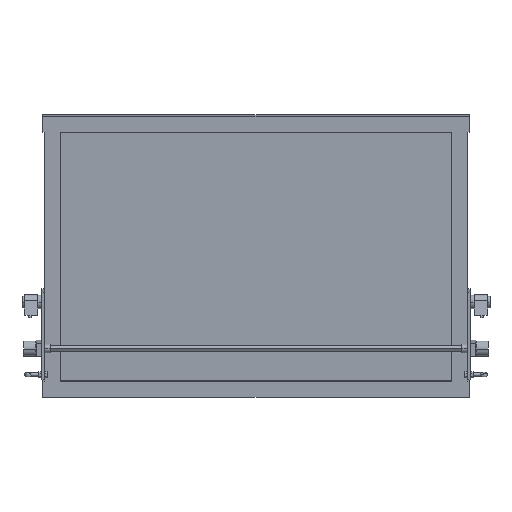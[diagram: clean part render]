
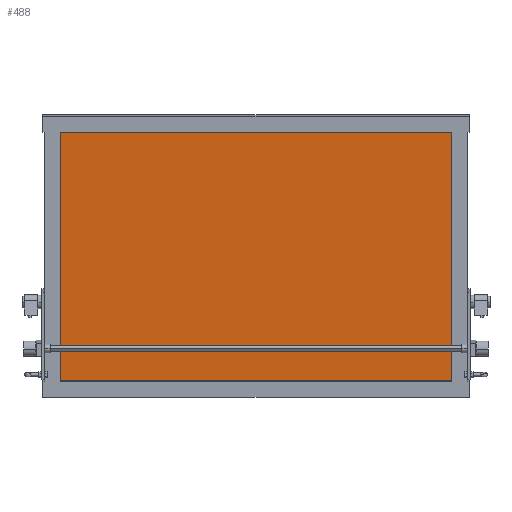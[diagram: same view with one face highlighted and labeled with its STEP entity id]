
A CAD part, front view. The second image highlights one B-rep face of the part: STEP entity #488.
In plain terms, the highlighted planar face has unit normal (0, -0.996, -0.087).
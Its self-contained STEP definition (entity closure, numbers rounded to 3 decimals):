
#488=ADVANCED_FACE('',(#995),#996,.F.);
#995=FACE_OUTER_BOUND('',#1493,.T.);
#996=PLANE('',#1494);
#1493=EDGE_LOOP('',(#2868,#2869,#2870,#2871));
#1494=AXIS2_PLACEMENT_3D('',#2872,#2873,#2874);
#2868=ORIENTED_EDGE('',*,*,#3405,.T.);
#2869=ORIENTED_EDGE('',*,*,#3354,.T.);
#2870=ORIENTED_EDGE('',*,*,#3403,.T.);
#2871=ORIENTED_EDGE('',*,*,#3379,.T.);
#2872=CARTESIAN_POINT('',(450.0,89.081,134.465));
#2873=DIRECTION('',(-0.0,0.996,0.087));
#2874=DIRECTION('',(1.0,0.0,0.0));
#3354=EDGE_CURVE('',#4111,#4116,#4118,.T.);
#3379=EDGE_CURVE('',#4150,#4155,#4157,.T.);
#3403=EDGE_CURVE('',#4116,#4150,#4187,.T.);
#3405=EDGE_CURVE('',#4155,#4111,#4189,.T.);
#4111=VERTEX_POINT('',#5131);
#4116=VERTEX_POINT('',#5138);
#4118=LINE('',#5141,#5142);
#4150=VERTEX_POINT('',#5189);
#4155=VERTEX_POINT('',#5196);
#4157=LINE('',#5199,#5200);
#4187=LINE('',#5246,#5247);
#4189=LINE('',#5249,#5250);
#5131=CARTESIAN_POINT('',(818.0,68.6,368.571));
#5138=CARTESIAN_POINT('',(82.0,68.6,368.571));
#5141=CARTESIAN_POINT('',(450.0,68.6,368.571));
#5142=VECTOR('',#5799,1.0);
#5189=CARTESIAN_POINT('',(82.0,109.563,-99.64));
#5196=CARTESIAN_POINT('',(818.0,109.563,-99.64));
#5199=CARTESIAN_POINT('',(450.0,109.563,-99.64));
#5200=VECTOR('',#5818,1.0);
#5246=CARTESIAN_POINT('',(82.0,89.081,134.465));
#5247=VECTOR('',#5835,1.0);
#5249=CARTESIAN_POINT('',(818.0,89.081,134.465));
#5250=VECTOR('',#5836,1.0);
#5799=DIRECTION('',(-1.0,0.0,0.0));
#5818=DIRECTION('',(1.0,0.0,0.0));
#5835=DIRECTION('',(0.0,0.087,-0.996));
#5836=DIRECTION('',(0.0,-0.087,0.996));
